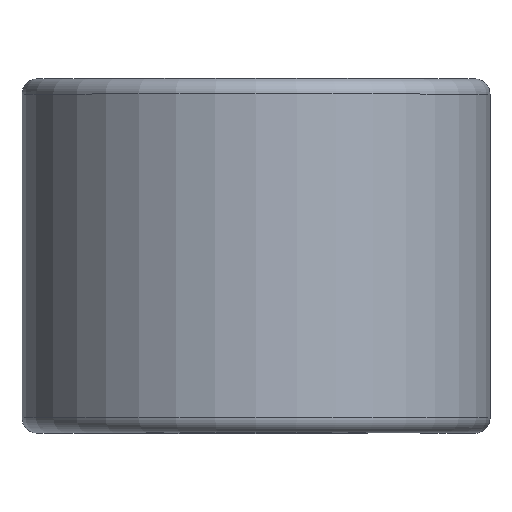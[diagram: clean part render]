
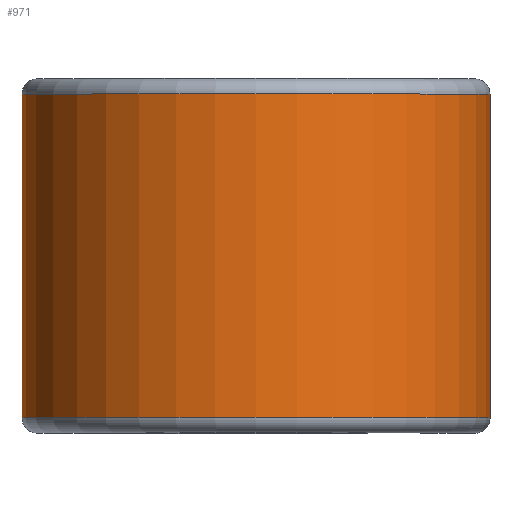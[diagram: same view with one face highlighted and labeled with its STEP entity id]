
A CAD part, top view. The second image highlights one B-rep face of the part: STEP entity #971.
In plain terms, the highlighted cylindrical face has radius 11.532 mm (diameter 23.063 mm), a partial arc.
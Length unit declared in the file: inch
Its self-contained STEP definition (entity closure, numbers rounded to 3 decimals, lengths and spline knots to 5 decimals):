
#93 = DIRECTION ( 'NONE',  ( 0., -1., 0. ) ) ;
#294 = CIRCLE ( 'NONE', #1641, 0.454 ) ;
#306 = VERTEX_POINT ( 'NONE', #542 ) ;
#363 = ORIENTED_EDGE ( 'NONE', *, *, #1330, .F. ) ;
#428 = DIRECTION ( 'NONE',  ( 0., -1., 0. ) ) ;
#542 = CARTESIAN_POINT ( 'NONE',  ( 0.454, 0.31375, 0. ) ) ;
#702 = CARTESIAN_POINT ( 'NONE',  ( 0., 0.31375, -0.454 ) ) ;
#738 = CARTESIAN_POINT ( 'NONE',  ( 0., -0.31375, 0. ) ) ;
#825 = EDGE_CURVE ( 'NONE', #1056, #1833, #1847, .T. ) ;
#856 = ORIENTED_EDGE ( 'NONE', *, *, #1669, .T. ) ;
#926 = DIRECTION ( 'NONE',  ( 0., 0., -1. ) ) ;
#971 = ADVANCED_FACE ( 'NONE', ( #1073 ), #1075, .T. ) ;
#1056 = VERTEX_POINT ( 'NONE', #2109 ) ;
#1073 = FACE_OUTER_BOUND ( 'NONE', #2282, .T. ) ;
#1075 = CYLINDRICAL_SURFACE ( 'NONE', #2452, 0.454 ) ;
#1096 = CIRCLE ( 'NONE', #2107, 0.454 ) ;
#1133 = VECTOR ( 'NONE', #1307, 39.37008 ) ;
#1194 = EDGE_CURVE ( 'NONE', #306, #1833, #1096, .T. ) ;
#1248 = CARTESIAN_POINT ( 'NONE',  ( 0., 0.31375, 0. ) ) ;
#1290 = ORIENTED_EDGE ( 'NONE', *, *, #825, .F. ) ;
#1307 = DIRECTION ( 'NONE',  ( 0., 1., 0. ) ) ;
#1330 = EDGE_CURVE ( 'NONE', #2108, #1056, #294, .T. ) ;
#1335 = CARTESIAN_POINT ( 'NONE',  ( 0., 0.31375, -0.454 ) ) ;
#1416 = DIRECTION ( 'NONE',  ( 0., 0., -1. ) ) ;
#1478 = CARTESIAN_POINT ( 'NONE',  ( 0., 0.3125, 0. ) ) ;
#1583 = LINE ( 'NONE', #2427, #1133 ) ;
#1641 = AXIS2_PLACEMENT_3D ( 'NONE', #738, #2017, #926 ) ;
#1669 = EDGE_CURVE ( 'NONE', #2108, #306, #1583, .T. ) ;
#1753 = DIRECTION ( 'NONE',  ( 0., 1., 0. ) ) ;
#1833 = VERTEX_POINT ( 'NONE', #1335 ) ;
#1847 = LINE ( 'NONE', #702, #2073 ) ;
#1866 = ORIENTED_EDGE ( 'NONE', *, *, #1194, .T. ) ;
#2017 = DIRECTION ( 'NONE',  ( 0., -1., 0. ) ) ;
#2073 = VECTOR ( 'NONE', #1753, 39.37008 ) ;
#2107 = AXIS2_PLACEMENT_3D ( 'NONE', #1248, #93, #1416 ) ;
#2108 = VERTEX_POINT ( 'NONE', #2396 ) ;
#2109 = CARTESIAN_POINT ( 'NONE',  ( 0., -0.31375, -0.454 ) ) ;
#2282 = EDGE_LOOP ( 'NONE', ( #856, #1866, #1290, #363 ) ) ;
#2396 = CARTESIAN_POINT ( 'NONE',  ( 0.454, -0.31375, 0. ) ) ;
#2427 = CARTESIAN_POINT ( 'NONE',  ( 0.454, 0.31375, 0. ) ) ;
#2452 = AXIS2_PLACEMENT_3D ( 'NONE', #1478, #428, #2463 ) ;
#2463 = DIRECTION ( 'NONE',  ( 0., 0., -1. ) ) ;
